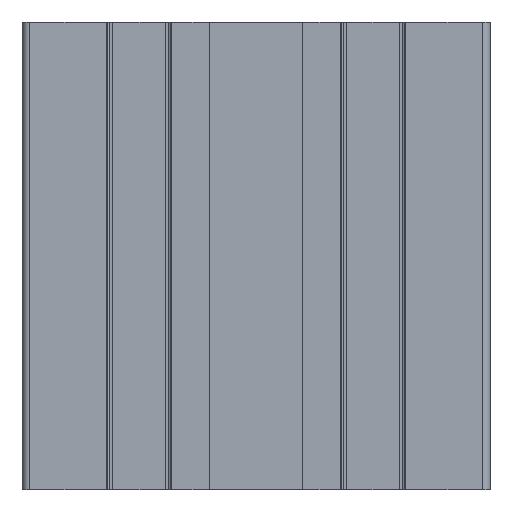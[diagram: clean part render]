
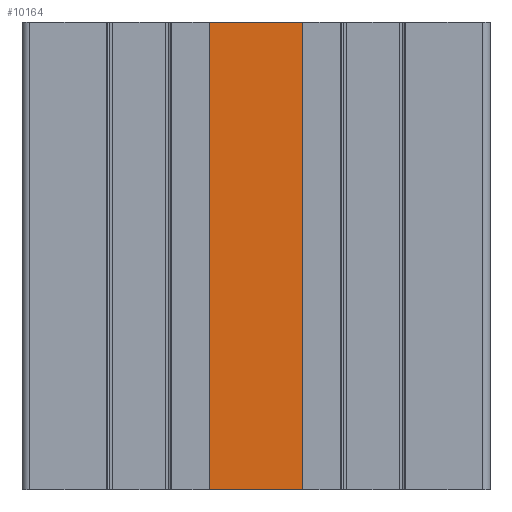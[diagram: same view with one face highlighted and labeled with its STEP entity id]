
A CAD part, front view. The second image highlights one B-rep face of the part: STEP entity #10164.
In plain terms, the highlighted planar face has unit normal (0, -1, 0).
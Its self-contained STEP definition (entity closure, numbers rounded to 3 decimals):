
#1040=FACE_OUTER_BOUND('',#1570,.T.);
#1570=EDGE_LOOP('',(#7151,#7152,#7153,#7154));
#2078=LINE('',#15199,#3078);
#2237=LINE('',#15719,#3237);
#2238=LINE('',#15721,#3238);
#2239=LINE('',#15722,#3239);
#3078=VECTOR('',#11960,1000.);
#3237=VECTOR('',#12499,1000.);
#3238=VECTOR('',#12500,10.);
#3239=VECTOR('',#12501,1000.);
#4083=VERTEX_POINT('',#15196);
#4084=VERTEX_POINT('',#15198);
#4255=VERTEX_POINT('',#15718);
#4256=VERTEX_POINT('',#15720);
#5178=EDGE_CURVE('',#4083,#4084,#2078,.T.);
#5439=EDGE_CURVE('',#4084,#4255,#2237,.T.);
#5440=EDGE_CURVE('',#4083,#4256,#2238,.T.);
#5441=EDGE_CURVE('',#4256,#4255,#2239,.T.);
#7151=ORIENTED_EDGE('',*,*,#5439,.F.);
#7152=ORIENTED_EDGE('',*,*,#5178,.F.);
#7153=ORIENTED_EDGE('',*,*,#5440,.T.);
#7154=ORIENTED_EDGE('',*,*,#5441,.T.);
#9853=PLANE('',#10854);
#10164=ADVANCED_FACE('',(#1040),#9853,.F.);
#10854=AXIS2_PLACEMENT_3D('',#15717,#12497,#12498);
#11960=DIRECTION('',(0.,0.,-1.));
#12497=DIRECTION('center_axis',(0.,1.,0.));
#12498=DIRECTION('ref_axis',(-1.,0.,0.));
#12499=DIRECTION('',(-1.,0.,0.));
#12500=DIRECTION('',(-1.,0.,0.));
#12501=DIRECTION('',(0.,0.,-1.));
#15196=CARTESIAN_POINT('',(31.5,-44.5,90.));
#15198=CARTESIAN_POINT('',(31.5,-44.5,0.));
#15199=CARTESIAN_POINT('',(31.5,-44.5,1000.));
#15717=CARTESIAN_POINT('Origin',(22.5,-44.5,1000.));
#15718=CARTESIAN_POINT('',(13.5,-44.5,0.));
#15719=CARTESIAN_POINT('',(22.5,-44.5,0.));
#15720=CARTESIAN_POINT('',(13.5,-44.5,90.));
#15721=CARTESIAN_POINT('',(22.5,-44.5,90.));
#15722=CARTESIAN_POINT('',(13.5,-44.5,1000.));
